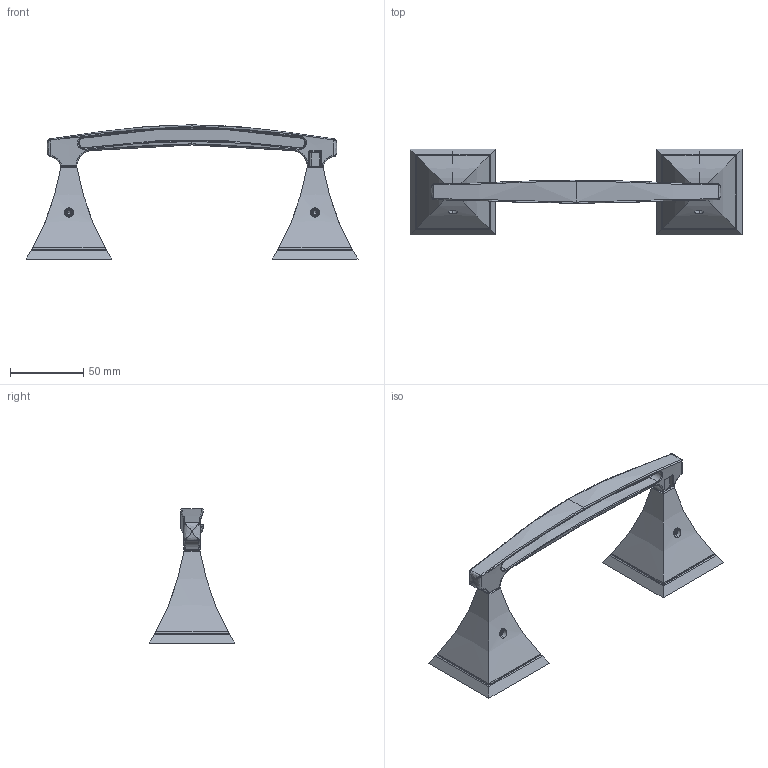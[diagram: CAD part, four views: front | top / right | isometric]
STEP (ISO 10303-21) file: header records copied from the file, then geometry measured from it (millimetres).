
FILE_DESCRIPTION((''),'2;1');
FILE_NAME('4908_','2014-05-20T',('ravindrashirol'),(''),'PRO/ENGINEER BY PARAMETRIC TECHNOLOGY CORPORATION, 2012230','PRO/ENGINEER BY PARAMETRIC TECHNOLOGY CORPORATION, 2012230','');
FILE_SCHEMA(('CONFIG_CONTROL_DESIGN'));
Length unit declared in the file: inch
Products named in the file (1): 4908_
Bounding box: 226.06 x 58.42 x 91.44 mm (x, y, z)
Surface area: 49138.7 mm2 (no closed solid volume)
Topology: 0 solids, 27 shells, 370 faces, 1402 edges, 1055 vertices
Faces by surface type: bspline 146, cylinder 99, plane 57, cone 25, sphere 18, torus 17, extrusion 8
Entity records: 25408 total; most frequent: CARTESIAN_POINT 14993, ORIENTED_EDGE 2122, DIRECTION 1712, EDGE_CURVE 1396, VERTEX_POINT 1055, VECTOR 714, LINE 706, AXIS2_PLACEMENT_3D 499
